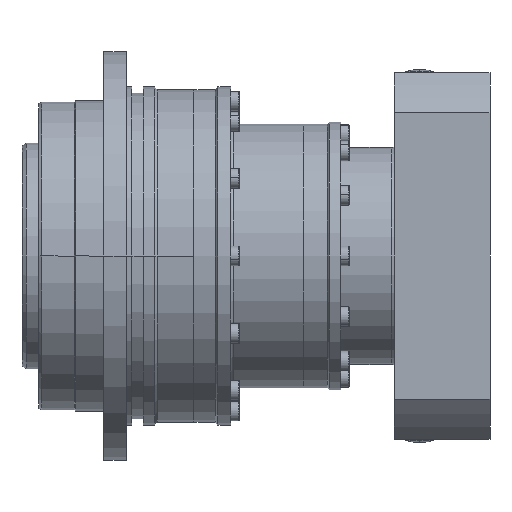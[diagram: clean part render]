
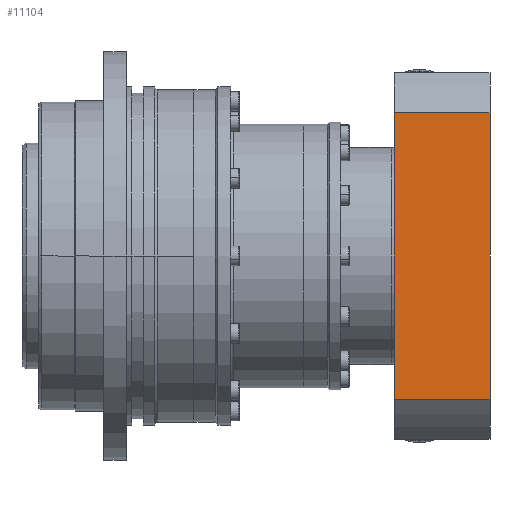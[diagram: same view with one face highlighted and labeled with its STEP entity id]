
A CAD part, front view. The second image highlights one B-rep face of the part: STEP entity #11104.
In plain terms, the highlighted planar face has unit normal (0, -1, 0).
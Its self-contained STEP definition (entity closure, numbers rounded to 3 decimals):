
#346 = VECTOR ( 'NONE', #4867, 1000. ) ;
#1573 = CARTESIAN_POINT ( 'NONE',  ( 105., -65., -65. ) ) ;
#1587 = EDGE_CURVE ( 'NONE', #4350, #8687, #11842, .T. ) ;
#1677 = ORIENTED_EDGE ( 'NONE', *, *, #21652, .F. ) ;
#2728 = CARTESIAN_POINT ( 'NONE',  ( 98.1, -65., -50.806 ) ) ;
#3401 = EDGE_CURVE ( 'NONE', #4350, #7535, #13466, .T. ) ;
#3837 = DIRECTION ( 'NONE',  ( 1., 0., 0. ) ) ;
#4350 = VERTEX_POINT ( 'NONE', #27007 ) ;
#4867 = DIRECTION ( 'NONE',  ( -1., 0., 0. ) ) ;
#5326 = PLANE ( 'NONE',  #24163 ) ;
#5419 = DIRECTION ( 'NONE',  ( 0., 0., -1. ) ) ;
#5964 = EDGE_CURVE ( 'NONE', #17089, #7535, #19532, .T. ) ;
#7535 = VERTEX_POINT ( 'NONE', #21413 ) ;
#8516 = VECTOR ( 'NONE', #16173, 1000. ) ;
#8687 = VERTEX_POINT ( 'NONE', #14306 ) ;
#10201 = DIRECTION ( 'NONE',  ( 0., 0., 1. ) ) ;
#10515 = ORIENTED_EDGE ( 'NONE', *, *, #3401, .T. ) ;
#11104 = ADVANCED_FACE ( 'NONE', ( #19623 ), #5326, .F. ) ;
#11842 = LINE ( 'NONE', #2728, #346 ) ;
#13466 = LINE ( 'NONE', #1573, #18516 ) ;
#13998 = CARTESIAN_POINT ( 'NONE',  ( 71., -65., 0. ) ) ;
#14003 = CARTESIAN_POINT ( 'NONE',  ( 67.5, -65., -65. ) ) ;
#14306 = CARTESIAN_POINT ( 'NONE',  ( 71., -65., -50.806 ) ) ;
#14674 = CARTESIAN_POINT ( 'NONE',  ( 98.1, -65., 50.806 ) ) ;
#16173 = DIRECTION ( 'NONE',  ( 0., 0., 1. ) ) ;
#17089 = VERTEX_POINT ( 'NONE', #20290 ) ;
#18366 = DIRECTION ( 'NONE',  ( 0., 1., 0. ) ) ;
#18516 = VECTOR ( 'NONE', #10201, 1000. ) ;
#18868 = VECTOR ( 'NONE', #3837, 1000. ) ;
#19532 = LINE ( 'NONE', #14674, #18868 ) ;
#19623 = FACE_OUTER_BOUND ( 'NONE', #25603, .T. ) ;
#19973 = LINE ( 'NONE', #13998, #8516 ) ;
#20290 = CARTESIAN_POINT ( 'NONE',  ( 71., -65., 50.806 ) ) ;
#21413 = CARTESIAN_POINT ( 'NONE',  ( 105., -65., 50.806 ) ) ;
#21652 = EDGE_CURVE ( 'NONE', #8687, #17089, #19973, .T. ) ;
#22032 = ORIENTED_EDGE ( 'NONE', *, *, #1587, .F. ) ;
#24163 = AXIS2_PLACEMENT_3D ( 'NONE', #14003, #18366, #5419 ) ;
#24867 = ORIENTED_EDGE ( 'NONE', *, *, #5964, .F. ) ;
#25603 = EDGE_LOOP ( 'NONE', ( #1677, #22032, #10515, #24867 ) ) ;
#27007 = CARTESIAN_POINT ( 'NONE',  ( 105., -65., -50.806 ) ) ;
